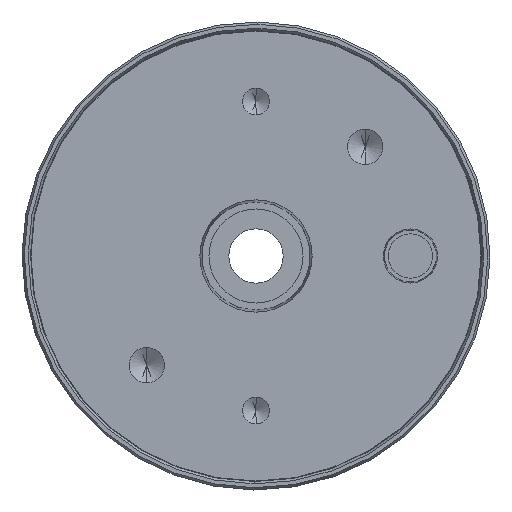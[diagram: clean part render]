
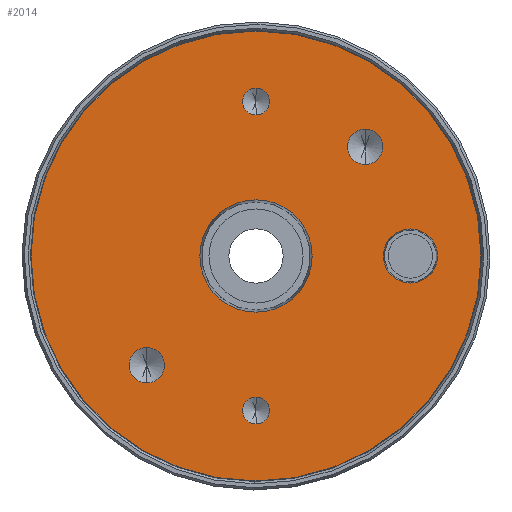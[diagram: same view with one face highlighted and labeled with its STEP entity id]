
A CAD part, front view. The second image highlights one B-rep face of the part: STEP entity #2014.
In plain terms, the highlighted planar face has unit normal (0, -1, 0).
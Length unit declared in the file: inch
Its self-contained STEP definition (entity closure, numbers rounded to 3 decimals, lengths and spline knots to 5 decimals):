
#8 = DIRECTION ( 'NONE',  ( 0., -1., 0. ) ) ;
#9 = AXIS2_PLACEMENT_3D ( 'NONE', #2823, #1137, #1864 ) ;
#48 = CIRCLE ( 'NONE', #2831, 0.13281 ) ;
#108 = DIRECTION ( 'NONE',  ( 0., 0., -1. ) ) ;
#114 = DIRECTION ( 'NONE',  ( 0., 0., 1. ) ) ;
#131 = CIRCLE ( 'NONE', #1271, 1.6825 ) ;
#132 = EDGE_LOOP ( 'NONE', ( #1902, #2524 ) ) ;
#156 = EDGE_CURVE ( 'NONE', #532, #1217, #2255, .T. ) ;
#159 = AXIS2_PLACEMENT_3D ( 'NONE', #3013, #1513, #114 ) ;
#264 = ORIENTED_EDGE ( 'NONE', *, *, #1503, .F. ) ;
#270 = EDGE_CURVE ( 'NONE', #2748, #1216, #1760, .T. ) ;
#303 = FACE_BOUND ( 'NONE', #1771, .T. ) ;
#334 = CIRCLE ( 'NONE', #442, 0.13281 ) ;
#422 = DIRECTION ( 'NONE',  ( 0., -1., 0. ) ) ;
#442 = AXIS2_PLACEMENT_3D ( 'NONE', #1001, #2809, #2108 ) ;
#444 = DIRECTION ( 'NONE',  ( 0., -1., 0. ) ) ;
#462 = DIRECTION ( 'NONE',  ( 0., 0., -1. ) ) ;
#478 = CARTESIAN_POINT ( 'NONE',  ( 0., 0., -1.155 ) ) ;
#484 = EDGE_CURVE ( 'NONE', #2260, #1939, #131, .T. ) ;
#495 = CARTESIAN_POINT ( 'NONE',  ( 1.155, 0., 0. ) ) ;
#532 = VERTEX_POINT ( 'NONE', #1895 ) ;
#539 = AXIS2_PLACEMENT_3D ( 'NONE', #1011, #1681, #2376 ) ;
#540 = CARTESIAN_POINT ( 'NONE',  ( 0., 0., 1.6825 ) ) ;
#549 = VERTEX_POINT ( 'NONE', #957 ) ;
#574 = EDGE_LOOP ( 'NONE', ( #2842, #2955 ) ) ;
#595 = EDGE_LOOP ( 'NONE', ( #909, #681 ) ) ;
#607 = PLANE ( 'NONE',  #159 ) ;
#619 = CIRCLE ( 'NONE', #765, 0.42 ) ;
#643 = FACE_OUTER_BOUND ( 'NONE', #574, .T. ) ;
#681 = ORIENTED_EDGE ( 'NONE', *, *, #3073, .F. ) ;
#743 = CARTESIAN_POINT ( 'NONE',  ( -0.81671, 0., -0.81671 ) ) ;
#765 = AXIS2_PLACEMENT_3D ( 'NONE', #1480, #2175, #1946 ) ;
#776 = CARTESIAN_POINT ( 'NONE',  ( 0., 0., -1.6825 ) ) ;
#808 = EDGE_CURVE ( 'NONE', #1216, #2748, #2478, .T. ) ;
#855 = AXIS2_PLACEMENT_3D ( 'NONE', #1214, #2167, #2886 ) ;
#900 = VERTEX_POINT ( 'NONE', #2923 ) ;
#909 = ORIENTED_EDGE ( 'NONE', *, *, #1983, .F. ) ;
#942 = DIRECTION ( 'NONE',  ( 0., 0., -1. ) ) ;
#948 = CARTESIAN_POINT ( 'NONE',  ( 0., 0., 1.0545 ) ) ;
#957 = CARTESIAN_POINT ( 'NONE',  ( 0.81671, 0., 0.68389 ) ) ;
#1001 = CARTESIAN_POINT ( 'NONE',  ( 0.81671, 0., 0.81671 ) ) ;
#1011 = CARTESIAN_POINT ( 'NONE',  ( 0., 0., 1.155 ) ) ;
#1012 = DIRECTION ( 'NONE',  ( 0., -1., 0. ) ) ;
#1019 = EDGE_LOOP ( 'NONE', ( #2663, #2461 ) ) ;
#1031 = FACE_BOUND ( 'NONE', #2319, .T. ) ;
#1094 = FACE_BOUND ( 'NONE', #595, .T. ) ;
#1130 = CARTESIAN_POINT ( 'NONE',  ( 1.155, 0., 0.2025 ) ) ;
#1137 = DIRECTION ( 'NONE',  ( 0., -1., 0. ) ) ;
#1168 = CARTESIAN_POINT ( 'NONE',  ( 0., 0., -1.2555 ) ) ;
#1184 = DIRECTION ( 'NONE',  ( 0., -1., 0. ) ) ;
#1185 = ORIENTED_EDGE ( 'NONE', *, *, #2766, .F. ) ;
#1190 = CARTESIAN_POINT ( 'NONE',  ( 0., 0., -1.0545 ) ) ;
#1214 = CARTESIAN_POINT ( 'NONE',  ( 0., 0., 0. ) ) ;
#1216 = VERTEX_POINT ( 'NONE', #1841 ) ;
#1217 = VERTEX_POINT ( 'NONE', #1560 ) ;
#1239 = CIRCLE ( 'NONE', #1675, 0.2025 ) ;
#1244 = FACE_BOUND ( 'NONE', #1357, .T. ) ;
#1264 = VERTEX_POINT ( 'NONE', #1130 ) ;
#1271 = AXIS2_PLACEMENT_3D ( 'NONE', #1608, #2339, #942 ) ;
#1335 = AXIS2_PLACEMENT_3D ( 'NONE', #1367, #444, #2139 ) ;
#1357 = EDGE_LOOP ( 'NONE', ( #1744, #1185 ) ) ;
#1367 = CARTESIAN_POINT ( 'NONE',  ( 0., 0., -1.155 ) ) ;
#1454 = CARTESIAN_POINT ( 'NONE',  ( 1.155, 0., -0.2025 ) ) ;
#1480 = CARTESIAN_POINT ( 'NONE',  ( 0., 0., 0. ) ) ;
#1483 = AXIS2_PLACEMENT_3D ( 'NONE', #478, #8, #2852 ) ;
#1503 = EDGE_CURVE ( 'NONE', #1264, #3048, #1710, .T. ) ;
#1513 = DIRECTION ( 'NONE',  ( 0., 1., 0. ) ) ;
#1560 = CARTESIAN_POINT ( 'NONE',  ( -0.81671, 0., -0.94952 ) ) ;
#1594 = EDGE_CURVE ( 'NONE', #900, #549, #334, .T. ) ;
#1608 = CARTESIAN_POINT ( 'NONE',  ( 0., 0., 0. ) ) ;
#1666 = DIRECTION ( 'NONE',  ( 0., 0., -1. ) ) ;
#1675 = AXIS2_PLACEMENT_3D ( 'NONE', #495, #2820, #462 ) ;
#1681 = DIRECTION ( 'NONE',  ( 0., -1., 0. ) ) ;
#1710 = CIRCLE ( 'NONE', #2173, 0.2025 ) ;
#1722 = AXIS2_PLACEMENT_3D ( 'NONE', #2710, #2720, #108 ) ;
#1735 = CARTESIAN_POINT ( 'NONE',  ( 0., 0., -0.42 ) ) ;
#1744 = ORIENTED_EDGE ( 'NONE', *, *, #1797, .F. ) ;
#1760 = CIRCLE ( 'NONE', #539, 0.1005 ) ;
#1771 = EDGE_LOOP ( 'NONE', ( #1995, #2677 ) ) ;
#1782 = CIRCLE ( 'NONE', #9, 1.6825 ) ;
#1797 = EDGE_CURVE ( 'NONE', #2503, #2337, #2944, .T. ) ;
#1811 = CARTESIAN_POINT ( 'NONE',  ( -0.81671, 0., -0.81671 ) ) ;
#1812 = EDGE_CURVE ( 'NONE', #1939, #2260, #1782, .T. ) ;
#1841 = CARTESIAN_POINT ( 'NONE',  ( 0., 0., 1.2555 ) ) ;
#1864 = DIRECTION ( 'NONE',  ( 0., 0., -1. ) ) ;
#1878 = CARTESIAN_POINT ( 'NONE',  ( 0.81671, 0., 0.81671 ) ) ;
#1880 = ORIENTED_EDGE ( 'NONE', *, *, #2723, .F. ) ;
#1895 = CARTESIAN_POINT ( 'NONE',  ( -0.81671, 0., -0.68389 ) ) ;
#1902 = ORIENTED_EDGE ( 'NONE', *, *, #2755, .F. ) ;
#1908 = VERTEX_POINT ( 'NONE', #1735 ) ;
#1922 = DIRECTION ( 'NONE',  ( 0., 0., -1. ) ) ;
#1939 = VERTEX_POINT ( 'NONE', #776 ) ;
#1946 = DIRECTION ( 'NONE',  ( 0., 0., -1. ) ) ;
#1983 = EDGE_CURVE ( 'NONE', #1908, #3033, #2439, .T. ) ;
#1995 = ORIENTED_EDGE ( 'NONE', *, *, #270, .F. ) ;
#1999 = CARTESIAN_POINT ( 'NONE',  ( 0., 0., 0.42 ) ) ;
#2014 = ADVANCED_FACE ( 'NONE', ( #2413, #2672, #303, #1244, #1031, #1094, #643 ), #607, .F. ) ;
#2108 = DIRECTION ( 'NONE',  ( 0., 0., -1. ) ) ;
#2139 = DIRECTION ( 'NONE',  ( 0., 0., -1. ) ) ;
#2167 = DIRECTION ( 'NONE',  ( 0., -1., 0. ) ) ;
#2173 = AXIS2_PLACEMENT_3D ( 'NONE', #2582, #1184, #1922 ) ;
#2175 = DIRECTION ( 'NONE',  ( 0., -1., 0. ) ) ;
#2221 = EDGE_CURVE ( 'NONE', #1217, #532, #48, .T. ) ;
#2255 = CIRCLE ( 'NONE', #2667, 0.13281 ) ;
#2260 = VERTEX_POINT ( 'NONE', #540 ) ;
#2319 = EDGE_LOOP ( 'NONE', ( #1880, #264 ) ) ;
#2337 = VERTEX_POINT ( 'NONE', #1190 ) ;
#2339 = DIRECTION ( 'NONE',  ( 0., -1., 0. ) ) ;
#2376 = DIRECTION ( 'NONE',  ( 0., 0., -1. ) ) ;
#2413 = FACE_BOUND ( 'NONE', #132, .T. ) ;
#2436 = AXIS2_PLACEMENT_3D ( 'NONE', #1878, #2836, #1666 ) ;
#2439 = CIRCLE ( 'NONE', #855, 0.42 ) ;
#2461 = ORIENTED_EDGE ( 'NONE', *, *, #156, .F. ) ;
#2478 = CIRCLE ( 'NONE', #1722, 0.1005 ) ;
#2503 = VERTEX_POINT ( 'NONE', #1168 ) ;
#2524 = ORIENTED_EDGE ( 'NONE', *, *, #1594, .F. ) ;
#2582 = CARTESIAN_POINT ( 'NONE',  ( 1.155, 0., 0. ) ) ;
#2663 = ORIENTED_EDGE ( 'NONE', *, *, #2221, .F. ) ;
#2667 = AXIS2_PLACEMENT_3D ( 'NONE', #1811, #422, #2788 ) ;
#2672 = FACE_BOUND ( 'NONE', #1019, .T. ) ;
#2677 = ORIENTED_EDGE ( 'NONE', *, *, #808, .F. ) ;
#2710 = CARTESIAN_POINT ( 'NONE',  ( 0., 0., 1.155 ) ) ;
#2720 = DIRECTION ( 'NONE',  ( 0., -1., 0. ) ) ;
#2723 = EDGE_CURVE ( 'NONE', #3048, #1264, #1239, .T. ) ;
#2748 = VERTEX_POINT ( 'NONE', #948 ) ;
#2755 = EDGE_CURVE ( 'NONE', #549, #900, #2837, .T. ) ;
#2766 = EDGE_CURVE ( 'NONE', #2337, #2503, #3038, .T. ) ;
#2788 = DIRECTION ( 'NONE',  ( 0., 0., -1. ) ) ;
#2809 = DIRECTION ( 'NONE',  ( 0., -1., 0. ) ) ;
#2820 = DIRECTION ( 'NONE',  ( 0., -1., 0. ) ) ;
#2823 = CARTESIAN_POINT ( 'NONE',  ( 0., 0., 0. ) ) ;
#2831 = AXIS2_PLACEMENT_3D ( 'NONE', #743, #1012, #2864 ) ;
#2836 = DIRECTION ( 'NONE',  ( 0., -1., 0. ) ) ;
#2837 = CIRCLE ( 'NONE', #2436, 0.13281 ) ;
#2842 = ORIENTED_EDGE ( 'NONE', *, *, #1812, .T. ) ;
#2852 = DIRECTION ( 'NONE',  ( 0., 0., -1. ) ) ;
#2864 = DIRECTION ( 'NONE',  ( 0., 0., -1. ) ) ;
#2886 = DIRECTION ( 'NONE',  ( 0., 0., -1. ) ) ;
#2923 = CARTESIAN_POINT ( 'NONE',  ( 0.81671, 0., 0.94952 ) ) ;
#2944 = CIRCLE ( 'NONE', #1335, 0.1005 ) ;
#2955 = ORIENTED_EDGE ( 'NONE', *, *, #484, .T. ) ;
#3013 = CARTESIAN_POINT ( 'NONE',  ( 0., 0., 0. ) ) ;
#3033 = VERTEX_POINT ( 'NONE', #1999 ) ;
#3038 = CIRCLE ( 'NONE', #1483, 0.1005 ) ;
#3048 = VERTEX_POINT ( 'NONE', #1454 ) ;
#3073 = EDGE_CURVE ( 'NONE', #3033, #1908, #619, .T. ) ;
